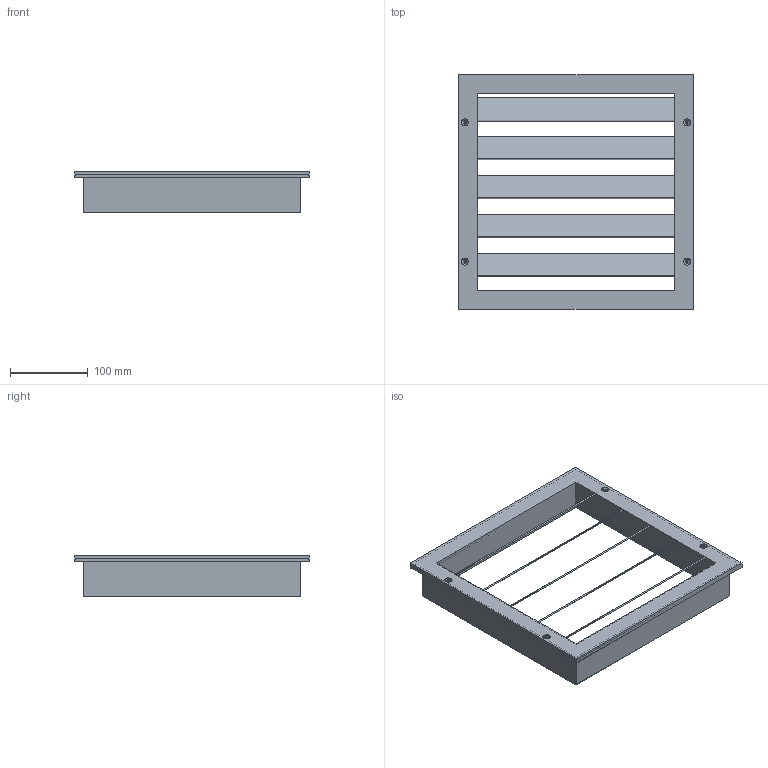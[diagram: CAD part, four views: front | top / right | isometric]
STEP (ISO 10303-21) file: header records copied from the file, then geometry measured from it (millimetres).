
FILE_DESCRIPTION (( 'STEP AP214' ), '1' );
FILE_NAME ('MLA-25.STEP', '2022-10-12T16:40:48', ( '' ), ( '' ), 'SwSTEP 2.0', 'SolidWorks 2021', '' );
FILE_SCHEMA (( 'AUTOMOTIVE_DESIGN' ));
Length unit declared in the file: millimetre
Products named in the file (1): MLA-25
Bounding box: 302 x 302 x 52 mm (x, y, z)
Volume: 231073.9 mm3; surface area: 377009.1 mm2
Topology: 2 solids, 2 shells, 113 faces, 315 edges, 200 vertices
Faces by surface type: plane 58, cylinder 39, cone 16
Entity records: 3740 total; most frequent: CARTESIAN_POINT 657, DIRECTION 647, ORIENTED_EDGE 630, EDGE_CURVE 315, AXIS2_PLACEMENT_3D 222, LINE 203, VECTOR 203, VERTEX_POINT 200
